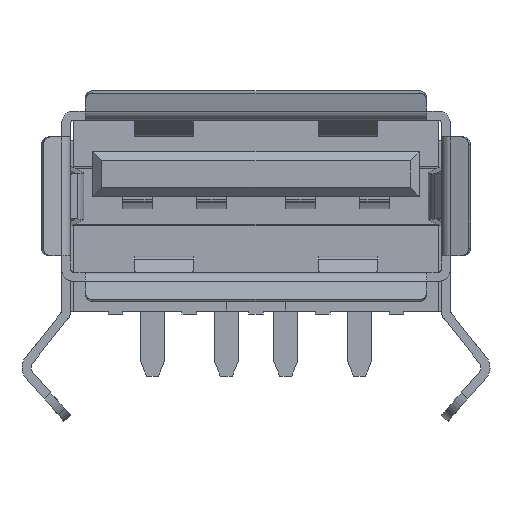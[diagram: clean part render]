
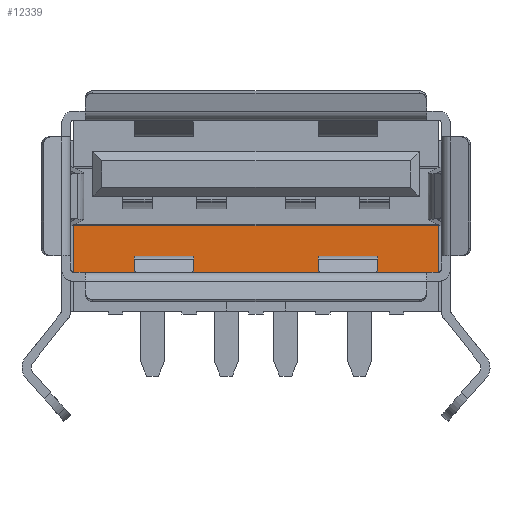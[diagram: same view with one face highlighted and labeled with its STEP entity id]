
A CAD part, front view. The second image highlights one B-rep face of the part: STEP entity #12339.
In plain terms, the highlighted planar face has unit normal (0, -1, 0).
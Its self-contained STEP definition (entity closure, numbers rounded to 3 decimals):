
#262 = LINE ( 'NONE', #13390, #9209 ) ;
#318 = VERTEX_POINT ( 'NONE', #3986 ) ;
#754 = VERTEX_POINT ( 'NONE', #2014 ) ;
#951 = LINE ( 'NONE', #3134, #15695 ) ;
#1452 = EDGE_CURVE ( 'NONE', #318, #9139, #262, .T. ) ;
#1572 = VERTEX_POINT ( 'NONE', #12116 ) ;
#1598 = DIRECTION ( 'NONE',  ( 0., 0., -1. ) ) ;
#2014 = CARTESIAN_POINT ( 'NONE',  ( 6.15, 7.485, -2.565 ) ) ;
#2789 = EDGE_CURVE ( 'NONE', #754, #9139, #3425, .T. ) ;
#3134 = CARTESIAN_POINT ( 'NONE',  ( 6.15, 7.485, -1. ) ) ;
#3425 = LINE ( 'NONE', #4035, #12414 ) ;
#3807 = CARTESIAN_POINT ( 'NONE',  ( -6.15, 7.485, -2.565 ) ) ;
#3986 = CARTESIAN_POINT ( 'NONE',  ( -6.15, 7.485, -1. ) ) ;
#4035 = CARTESIAN_POINT ( 'NONE',  ( 6.15, 7.485, -2.565 ) ) ;
#4667 = DIRECTION ( 'NONE',  ( 0., 0., -1. ) ) ;
#4788 = ORIENTED_EDGE ( 'NONE', *, *, #15641, .F. ) ;
#4850 = EDGE_LOOP ( 'NONE', ( #14256, #8646, #7655, #4788 ) ) ;
#5112 = CARTESIAN_POINT ( 'NONE',  ( 6.15, 7.485, -1. ) ) ;
#5620 = DIRECTION ( 'NONE',  ( -1., 0., 0. ) ) ;
#5806 = EDGE_CURVE ( 'NONE', #1572, #318, #951, .T. ) ;
#6276 = DIRECTION ( 'NONE',  ( -1., 0., 0. ) ) ;
#6388 = DIRECTION ( 'NONE',  ( 0., -1., 0. ) ) ;
#6852 = LINE ( 'NONE', #5112, #14362 ) ;
#7655 = ORIENTED_EDGE ( 'NONE', *, *, #2789, .F. ) ;
#7998 = PLANE ( 'NONE',  #10993 ) ;
#8646 = ORIENTED_EDGE ( 'NONE', *, *, #1452, .T. ) ;
#9139 = VERTEX_POINT ( 'NONE', #3807 ) ;
#9209 = VECTOR ( 'NONE', #4667, 1000. ) ;
#10089 = CARTESIAN_POINT ( 'NONE',  ( 6.15, 7.485, 2.565 ) ) ;
#10614 = FACE_OUTER_BOUND ( 'NONE', #4850, .T. ) ;
#10993 = AXIS2_PLACEMENT_3D ( 'NONE', #10089, #6388, #11693 ) ;
#11693 = DIRECTION ( 'NONE',  ( 0., 0., -1. ) ) ;
#12116 = CARTESIAN_POINT ( 'NONE',  ( 6.15, 7.485, -1. ) ) ;
#12339 = ADVANCED_FACE ( 'NONE', ( #10614 ), #7998, .T. ) ;
#12414 = VECTOR ( 'NONE', #6276, 1000. ) ;
#13390 = CARTESIAN_POINT ( 'NONE',  ( -6.15, 7.485, -1. ) ) ;
#14256 = ORIENTED_EDGE ( 'NONE', *, *, #5806, .T. ) ;
#14362 = VECTOR ( 'NONE', #1598, 1000. ) ;
#15641 = EDGE_CURVE ( 'NONE', #1572, #754, #6852, .T. ) ;
#15695 = VECTOR ( 'NONE', #5620, 1000. ) ;
